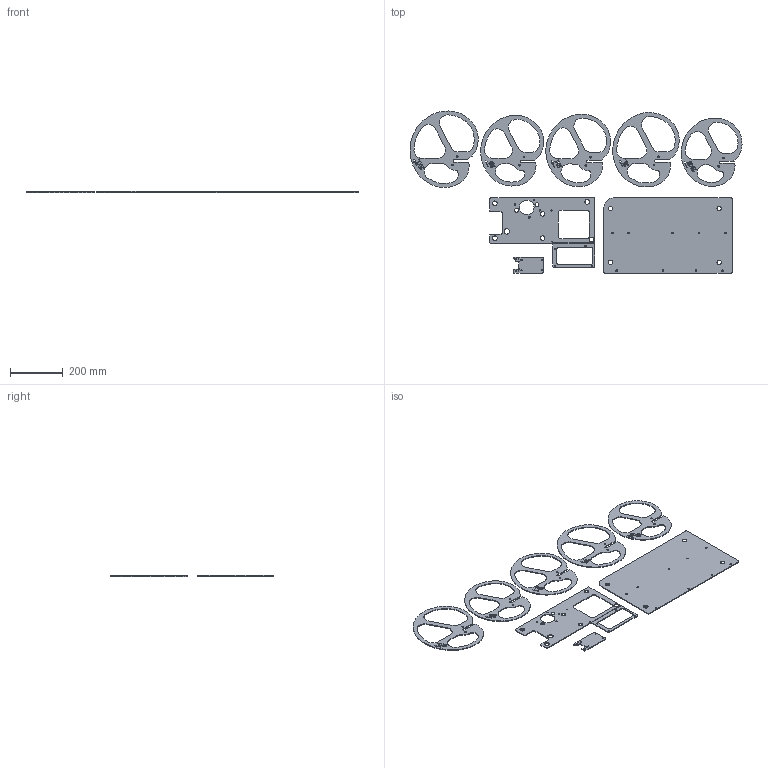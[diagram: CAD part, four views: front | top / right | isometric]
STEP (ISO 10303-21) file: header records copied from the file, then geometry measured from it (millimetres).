
FILE_DESCRIPTION(/* description */ (''),/* implementation_level */ '2;1');
FILE_NAME(/* name */ 'Oxygen-IP V14.4 Metal Sheet 3 mm Parts.step',/* time_stamp */ '2020-04-07T15:45:34+02:00',/* author */ (''),/* organization */ (''),/* preprocessor_version */ 'ST-DEVELOPER v18',/* originating_system */ 'Autodesk Translation Framework v8.12.0.6',/* authorisation */ '');
FILE_SCHEMA (('AUTOMOTIVE_DESIGN { 1 0 10303 214 3 1 1 }'));
Length unit declared in the file: millimetre
Products named in the file (1): V14_LEVAS_5_3MM
Bounding box: 1253.25 x 611.73 x 5 mm (x, y, z)
Volume: 935364.4 mm3; surface area: 673649.4 mm2
Topology: 8 solids, 8 shells, 668 faces, 1998 edges, 1346 vertices
Faces by surface type: cylinder 352, plane 281, bspline 35
Full cylindrical faces by diameter (mm): 4 x4, 5 x4, 6 x12, 6.4 x10, 15 x2, 17 x10, 20 x1, 55 x1
Entity records: 28923 total; most frequent: CARTESIAN_POINT 9914, DIRECTION 4006, ORIENTED_EDGE 3996, EDGE_CURVE 1998, AXIS2_PLACEMENT_3D 1424, VERTEX_POINT 1346, LINE 1158, VECTOR 1158
